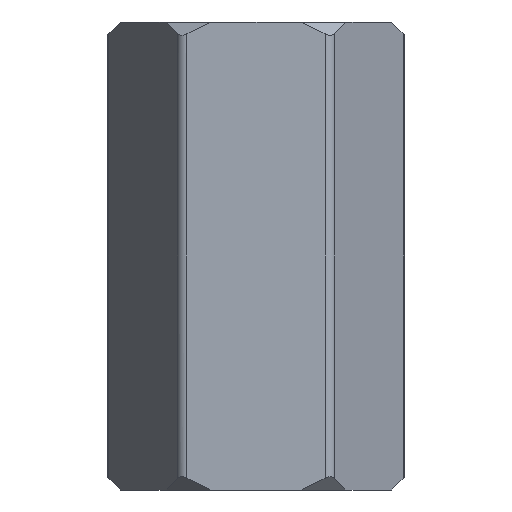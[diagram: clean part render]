
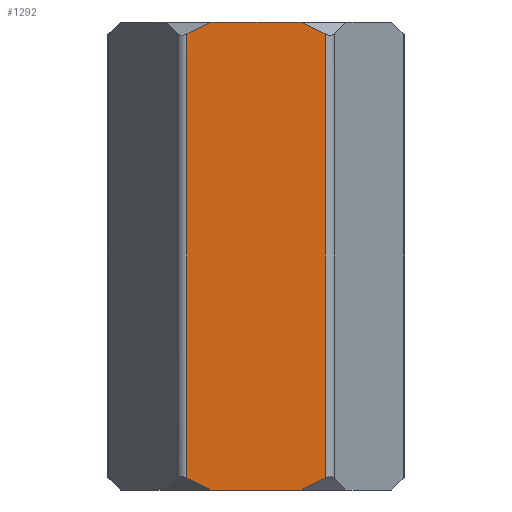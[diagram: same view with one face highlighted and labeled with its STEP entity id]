
A CAD part, front view. The second image highlights one B-rep face of the part: STEP entity #1292.
In plain terms, the highlighted planar face has unit normal (0, -1, 0).
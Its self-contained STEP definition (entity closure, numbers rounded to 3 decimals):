
#29=PLANE('',#1387);
#102=FACE_OUTER_BOUND('',#170,.T.);
#170=EDGE_LOOP('',(#1015,#1016,#1017,#1018,#1019,#1020,#1021,#1022));
#351=LINE('',#3064,#447);
#353=LINE('',#3070,#449);
#356=LINE('',#3076,#452);
#357=LINE('',#3078,#453);
#358=LINE('',#3080,#454);
#359=LINE('',#3082,#455);
#360=LINE('',#3084,#456);
#361=LINE('',#3085,#457);
#447=VECTOR('',#1597,10.);
#449=VECTOR('',#1603,10.);
#452=VECTOR('',#1608,10.);
#453=VECTOR('',#1609,10.);
#454=VECTOR('',#1610,10.);
#455=VECTOR('',#1611,10.);
#456=VECTOR('',#1612,10.);
#457=VECTOR('',#1613,10.);
#589=VERTEX_POINT('',#3061);
#590=VERTEX_POINT('',#3063);
#592=VERTEX_POINT('',#3069);
#594=VERTEX_POINT('',#3075);
#595=VERTEX_POINT('',#3077);
#596=VERTEX_POINT('',#3079);
#597=VERTEX_POINT('',#3081);
#598=VERTEX_POINT('',#3083);
#763=EDGE_CURVE('',#589,#590,#351,.T.);
#766=EDGE_CURVE('',#590,#592,#353,.T.);
#769=EDGE_CURVE('',#589,#594,#356,.T.);
#770=EDGE_CURVE('',#595,#594,#357,.T.);
#771=EDGE_CURVE('',#595,#596,#358,.T.);
#772=EDGE_CURVE('',#597,#596,#359,.T.);
#773=EDGE_CURVE('',#598,#597,#360,.T.);
#774=EDGE_CURVE('',#598,#592,#361,.T.);
#1015=ORIENTED_EDGE('',*,*,#763,.F.);
#1016=ORIENTED_EDGE('',*,*,#769,.T.);
#1017=ORIENTED_EDGE('',*,*,#770,.F.);
#1018=ORIENTED_EDGE('',*,*,#771,.T.);
#1019=ORIENTED_EDGE('',*,*,#772,.F.);
#1020=ORIENTED_EDGE('',*,*,#773,.F.);
#1021=ORIENTED_EDGE('',*,*,#774,.T.);
#1022=ORIENTED_EDGE('',*,*,#766,.F.);
#1292=ADVANCED_FACE('',(#102),#29,.T.);
#1387=AXIS2_PLACEMENT_3D('',#3074,#1606,#1607);
#1597=DIRECTION('',(0.,0.,-1.));
#1603=DIRECTION('',(-0.894,0.,-0.447));
#1606=DIRECTION('center_axis',(0.,-1.,0.));
#1607=DIRECTION('ref_axis',(1.,0.,0.));
#1608=DIRECTION('',(-0.894,0.,0.447));
#1609=DIRECTION('',(1.,0.,0.));
#1610=DIRECTION('',(-0.894,0.,-0.447));
#1611=DIRECTION('',(0.,0.,1.));
#1612=DIRECTION('',(-0.894,0.,0.447));
#1613=DIRECTION('',(1.,0.,0.));
#3061=CARTESIAN_POINT('',(1.328,-2.5,4.271));
#3063=CARTESIAN_POINT('',(1.328,-2.5,-4.271));
#3064=CARTESIAN_POINT('',(1.328,-2.5,0.));
#3069=CARTESIAN_POINT('',(0.87,-2.5,-4.5));
#3070=CARTESIAN_POINT('',(1.19,-2.5,-4.34));
#3074=CARTESIAN_POINT('Origin',(-1.443,-2.5,0.));
#3075=CARTESIAN_POINT('',(0.87,-2.5,4.5));
#3076=CARTESIAN_POINT('',(1.19,-2.5,4.34));
#3077=CARTESIAN_POINT('',(-0.87,-2.5,4.5));
#3078=CARTESIAN_POINT('',(-1.443,-2.5,4.5));
#3079=CARTESIAN_POINT('',(-1.328,-2.5,4.271));
#3080=CARTESIAN_POINT('',(-1.998,-2.5,3.936));
#3081=CARTESIAN_POINT('',(-1.328,-2.5,-4.271));
#3082=CARTESIAN_POINT('',(-1.328,-2.5,0.));
#3083=CARTESIAN_POINT('',(-0.87,-2.5,-4.5));
#3084=CARTESIAN_POINT('',(-1.998,-2.5,-3.936));
#3085=CARTESIAN_POINT('',(-1.443,-2.5,-4.5));
